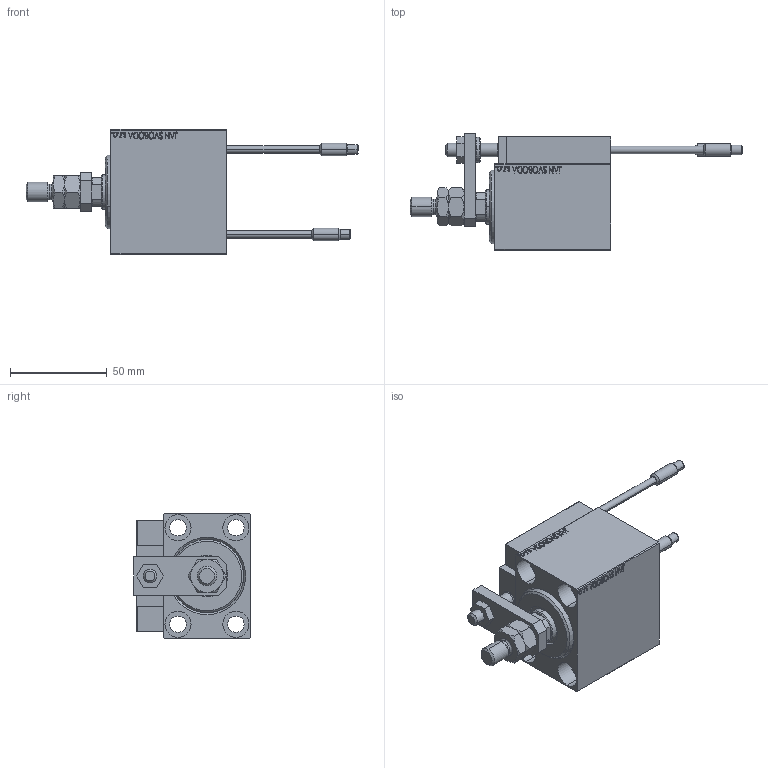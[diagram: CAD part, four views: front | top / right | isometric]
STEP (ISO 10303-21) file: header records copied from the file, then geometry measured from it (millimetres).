
FILE_DESCRIPTION (( 'STEP AP203' ), '1' );
FILE_NAME ('b585.STEP', '2024-02-12T03:59:10', ( '' ), ( '' ), 'SwSTEP 2.0', 'SolidWorks 2019', '' );
FILE_SCHEMA (( 'CONFIG_CONTROL_DESIGN' ));
Length unit declared in the file: millimetre
Products named in the file (16): MAGNET 92f47fb1c9ddf2544c9fea228726609c; SWITCH X 92f47fb1c9ddf2544c9fea228726609c; X_Y_MTA 92f47fb1c9ddf2544c9fea228726609c; ALLEN BOLT D5 92f47fb1c9ddf2544c9fea228726609c; V450CM_C_VCP 92f47fb1c9ddf2544c9fea228726609c; TYC_L79 92f47fb1c9ddf2544c9fea228726609c; ZARAZKA 92f47fb1c9ddf2544c9fea228726609c; NUT_D12 92f47fb1c9ddf2544c9fea228726609c; KONCOVKA_Y 92f47fb1c9ddf2544c9fea228726609c; SWITCH_X_FRONT_BACK 92f47fb1c9ddf2544c9fea228726609c; V450CM_C_Body 92f47fb1c9ddf2544c9fea228726609c; Block 92f47fb1c9ddf2544c9fea228726609c; V450CM_VC_B 92f47fb1c9ddf2544c9fea228726609c; b585; SWITCH DIM B,W 92f47fb1c9ddf2544c9fea228726609c; ALLEN BOLT D8 92f47fb1c9ddf2544c9fea228726609c
Assembly tree (25 placements, depth 3):
  b585
    V450CM_C_Body 92f47fb1c9ddf2544c9fea228726609c
    SWITCH X 92f47fb1c9ddf2544c9fea228726609c
      SWITCH_X_FRONT_BACK 92f47fb1c9ddf2544c9fea228726609c  x2
      TYC_L79 92f47fb1c9ddf2544c9fea228726609c
      Block 92f47fb1c9ddf2544c9fea228726609c  x2
      ALLEN BOLT D5 92f47fb1c9ddf2544c9fea228726609c  x4
      ALLEN BOLT D8 92f47fb1c9ddf2544c9fea228726609c  x4
      MAGNET 92f47fb1c9ddf2544c9fea228726609c  x2
      KONCOVKA_Y 92f47fb1c9ddf2544c9fea228726609c  x2
    NUT_D12 92f47fb1c9ddf2544c9fea228726609c
    SWITCH DIM B,W 92f47fb1c9ddf2544c9fea228726609c
    ZARAZKA 92f47fb1c9ddf2544c9fea228726609c
    V450CM_C_VCP 92f47fb1c9ddf2544c9fea228726609c
    V450CM_VC_B 92f47fb1c9ddf2544c9fea228726609c
    X_Y_MTA 92f47fb1c9ddf2544c9fea228726609c
Bounding box: 172 x 60.5 x 65 mm (x, y, z)
Volume: 203376.4 mm3; surface area: 67671.1 mm2
Topology: 24 solids, 24 shells, 1354 faces, 3221 edges, 2046 vertices
Faces by surface type: plane 578, bspline 380, cylinder 200, cone 142, torus 50, sphere 4
Entity records: 52179 total; most frequent: CARTESIAN_POINT 26568, ORIENTED_EDGE 5418, DIRECTION 3711, EDGE_CURVE 2709, VERTEX_POINT 1758, VECTOR 1517, LINE 1517, EDGE_LOOP 1255
